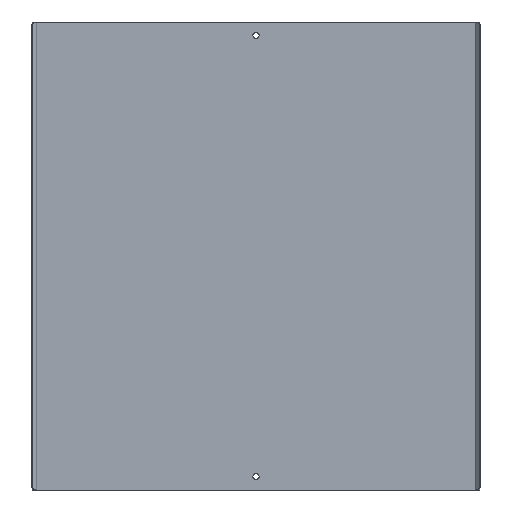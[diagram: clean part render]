
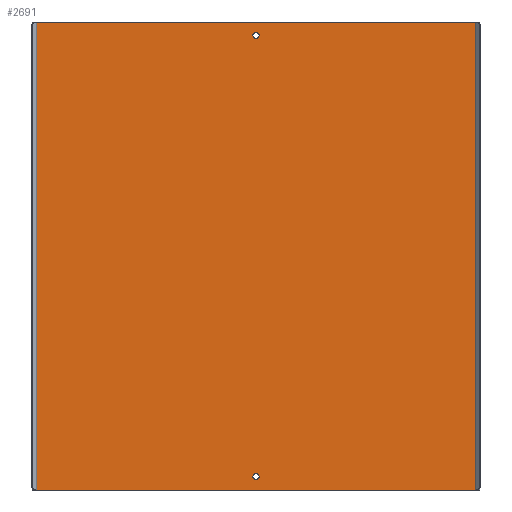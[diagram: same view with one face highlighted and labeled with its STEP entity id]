
A CAD part, front view. The second image highlights one B-rep face of the part: STEP entity #2691.
In plain terms, the highlighted planar face has unit normal (0, -1, 0).
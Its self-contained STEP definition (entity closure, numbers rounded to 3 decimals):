
#12 = CARTESIAN_POINT ( 'NONE',  ( 250., 0., 525. ) ) ;
#56 = CARTESIAN_POINT ( 'NONE',  ( 0., 0., 15. ) ) ;
#129 = VECTOR ( 'NONE', #2299, 1000. ) ;
#157 = VERTEX_POINT ( 'NONE', #2673 ) ;
#162 = ORIENTED_EDGE ( 'NONE', *, *, #1483, .T. ) ;
#183 = LINE ( 'NONE', #2070, #129 ) ;
#203 = FACE_OUTER_BOUND ( 'NONE', #2720, .T. ) ;
#214 = FACE_BOUND ( 'NONE', #847, .T. ) ;
#245 = AXIS2_PLACEMENT_3D ( 'NONE', #2270, #2465, #801 ) ;
#291 = VERTEX_POINT ( 'NONE', #292 ) ;
#292 = CARTESIAN_POINT ( 'NONE',  ( -248.5, 0., 0. ) ) ;
#310 = DIRECTION ( 'NONE',  ( 0., 1., 0. ) ) ;
#372 = ORIENTED_EDGE ( 'NONE', *, *, #1185, .T. ) ;
#385 = CIRCLE ( 'NONE', #1898, 3.45 ) ;
#406 = ORIENTED_EDGE ( 'NONE', *, *, #1722, .T. ) ;
#412 = DIRECTION ( 'NONE',  ( 0., 0., 1. ) ) ;
#590 = DIRECTION ( 'NONE',  ( 1., 0., 0. ) ) ;
#625 = ORIENTED_EDGE ( 'NONE', *, *, #1205, .F. ) ;
#665 = DIRECTION ( 'NONE',  ( 0., 0., 1. ) ) ;
#670 = VERTEX_POINT ( 'NONE', #718 ) ;
#701 = CARTESIAN_POINT ( 'NONE',  ( 0., 0., 510. ) ) ;
#716 = DIRECTION ( 'NONE',  ( 0., 1., 0. ) ) ;
#718 = CARTESIAN_POINT ( 'NONE',  ( 248.5, 0., 525. ) ) ;
#801 = DIRECTION ( 'NONE',  ( 0., 0., 1. ) ) ;
#847 = EDGE_LOOP ( 'NONE', ( #1294, #406 ) ) ;
#876 = CARTESIAN_POINT ( 'NONE',  ( 0., 0., 506.55 ) ) ;
#885 = EDGE_LOOP ( 'NONE', ( #372, #2190 ) ) ;
#938 = ORIENTED_EDGE ( 'NONE', *, *, #1888, .F. ) ;
#969 = EDGE_CURVE ( 'NONE', #2267, #1781, #1241, .T. ) ;
#1003 = VECTOR ( 'NONE', #2491, 1000. ) ;
#1060 = DIRECTION ( 'NONE',  ( 0., 1., 0. ) ) ;
#1094 = EDGE_CURVE ( 'NONE', #157, #1512, #385, .T. ) ;
#1124 = CARTESIAN_POINT ( 'NONE',  ( -248.5, 0., 525. ) ) ;
#1185 = EDGE_CURVE ( 'NONE', #1781, #2267, #2593, .T. ) ;
#1205 = EDGE_CURVE ( 'NONE', #2351, #670, #2080, .T. ) ;
#1212 = CARTESIAN_POINT ( 'NONE',  ( 250., 0., 0. ) ) ;
#1241 = CIRCLE ( 'NONE', #2286, 3.45 ) ;
#1285 = FACE_BOUND ( 'NONE', #885, .T. ) ;
#1294 = ORIENTED_EDGE ( 'NONE', *, *, #1094, .T. ) ;
#1316 = CIRCLE ( 'NONE', #1684, 3.45 ) ;
#1361 = VECTOR ( 'NONE', #2252, 1000. ) ;
#1364 = CARTESIAN_POINT ( 'NONE',  ( -248.5, 0., 525. ) ) ;
#1483 = EDGE_CURVE ( 'NONE', #2351, #291, #1569, .T. ) ;
#1512 = VERTEX_POINT ( 'NONE', #1693 ) ;
#1569 = LINE ( 'NONE', #1364, #1361 ) ;
#1661 = CARTESIAN_POINT ( 'NONE',  ( 250., 0., 525. ) ) ;
#1684 = AXIS2_PLACEMENT_3D ( 'NONE', #56, #2566, #665 ) ;
#1687 = VECTOR ( 'NONE', #590, 1000. ) ;
#1693 = CARTESIAN_POINT ( 'NONE',  ( 0., 0., 11.55 ) ) ;
#1722 = EDGE_CURVE ( 'NONE', #1512, #157, #1316, .T. ) ;
#1760 = CARTESIAN_POINT ( 'NONE',  ( 248.5, 0., 0. ) ) ;
#1781 = VERTEX_POINT ( 'NONE', #2128 ) ;
#1888 = EDGE_CURVE ( 'NONE', #670, #2726, #183, .T. ) ;
#1898 = AXIS2_PLACEMENT_3D ( 'NONE', #2616, #716, #2628 ) ;
#2070 = CARTESIAN_POINT ( 'NONE',  ( 248.5, 0., 525. ) ) ;
#2077 = LINE ( 'NONE', #1212, #1687 ) ;
#2080 = LINE ( 'NONE', #1661, #1003 ) ;
#2128 = CARTESIAN_POINT ( 'NONE',  ( 0., 0., 513.45 ) ) ;
#2190 = ORIENTED_EDGE ( 'NONE', *, *, #969, .T. ) ;
#2252 = DIRECTION ( 'NONE',  ( 0., 0., -1. ) ) ;
#2267 = VERTEX_POINT ( 'NONE', #876 ) ;
#2270 = CARTESIAN_POINT ( 'NONE',  ( 0., 0., 510. ) ) ;
#2286 = AXIS2_PLACEMENT_3D ( 'NONE', #701, #310, #2584 ) ;
#2299 = DIRECTION ( 'NONE',  ( 0., 0., -1. ) ) ;
#2351 = VERTEX_POINT ( 'NONE', #1124 ) ;
#2465 = DIRECTION ( 'NONE',  ( 0., 1., 0. ) ) ;
#2477 = AXIS2_PLACEMENT_3D ( 'NONE', #12, #1060, #412 ) ;
#2491 = DIRECTION ( 'NONE',  ( 1., 0., 0. ) ) ;
#2492 = EDGE_CURVE ( 'NONE', #291, #2726, #2077, .T. ) ;
#2529 = PLANE ( 'NONE',  #2477 ) ;
#2566 = DIRECTION ( 'NONE',  ( 0., 1., 0. ) ) ;
#2584 = DIRECTION ( 'NONE',  ( 0., 0., 1. ) ) ;
#2593 = CIRCLE ( 'NONE', #245, 3.45 ) ;
#2616 = CARTESIAN_POINT ( 'NONE',  ( 0., 0., 15. ) ) ;
#2628 = DIRECTION ( 'NONE',  ( 0., 0., 1. ) ) ;
#2673 = CARTESIAN_POINT ( 'NONE',  ( 0., 0., 18.45 ) ) ;
#2691 = ADVANCED_FACE ( 'NONE', ( #214, #1285, #203 ), #2529, .F. ) ;
#2718 = ORIENTED_EDGE ( 'NONE', *, *, #2492, .T. ) ;
#2720 = EDGE_LOOP ( 'NONE', ( #2718, #938, #625, #162 ) ) ;
#2726 = VERTEX_POINT ( 'NONE', #1760 ) ;
